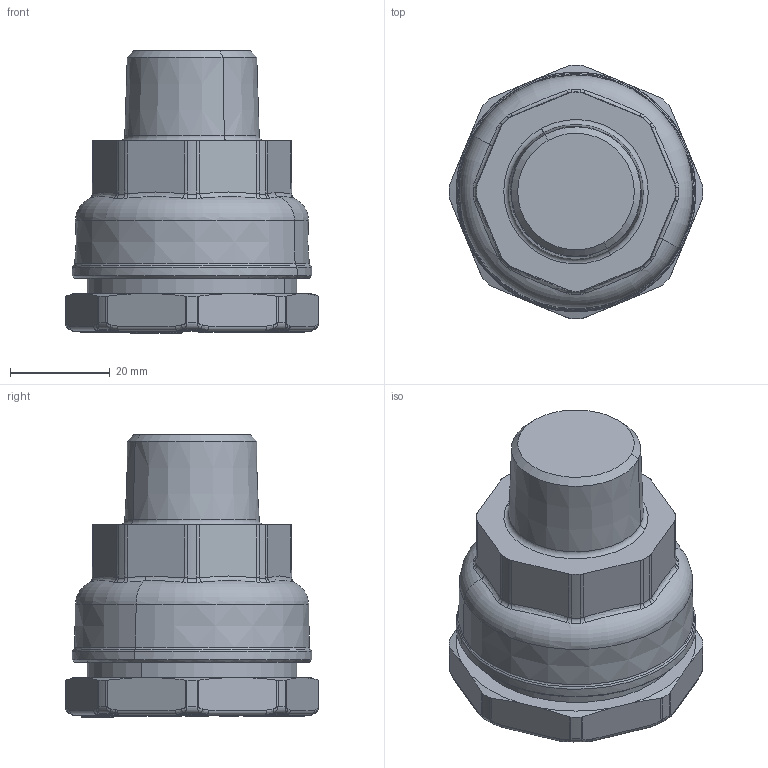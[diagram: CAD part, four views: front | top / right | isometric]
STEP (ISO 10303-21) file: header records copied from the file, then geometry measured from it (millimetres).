
FILE_DESCRIPTION(('CATIA V5 STEP Exchange'),'2;1');
FILE_NAME('STEP_862532_-_TST.stp','2019-11-29T13:02:25+00:00',('none'),('none'),'CATIA Version 5-6 Release 2016 SP4','CATIA V5 STEP AP203','none');
FILE_SCHEMA(('CONFIG_CONTROL_DESIGN'));
Products named in the file (1): 862532 - TST
Bounding box: 50.8 x 50.8 x 56.5 mm (x, y, z)
Volume: 68987.6 mm3; surface area: 10814.1 mm2
Topology: 1 solids, 1 shells, 1469 faces, 3353 edges, 1751 vertices
Faces by surface type: cylinder 542, bspline 311, plane 243, sphere 171, torus 114, cone 82, revolution 6
Entity records: 59674 total; most frequent: CARTESIAN_POINT 32207, ORIENTED_EDGE 6356, DIRECTION 4073, EDGE_CURVE 3178, AXIS2_PLACEMENT_3D 1973, VERTEX_POINT 1751, EDGE_LOOP 1509, ADVANCED_FACE 1469
